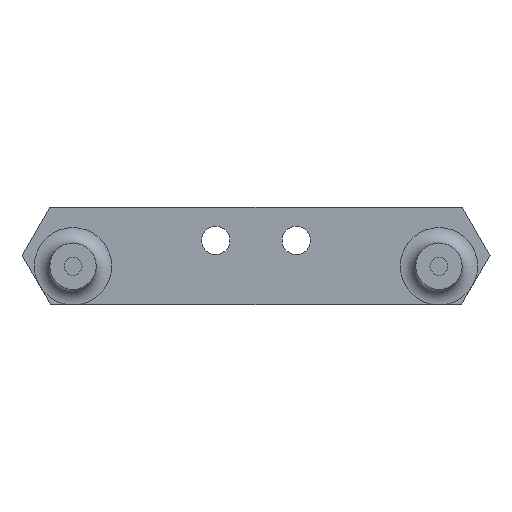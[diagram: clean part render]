
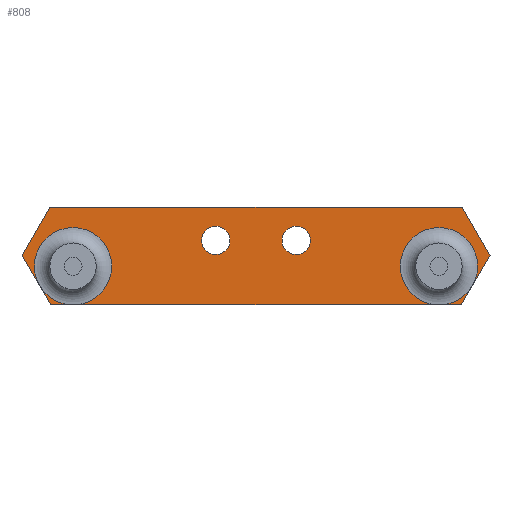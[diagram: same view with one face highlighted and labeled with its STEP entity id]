
A CAD part, top view. The second image highlights one B-rep face of the part: STEP entity #808.
In plain terms, the highlighted planar face has unit normal (0, 0, 1).
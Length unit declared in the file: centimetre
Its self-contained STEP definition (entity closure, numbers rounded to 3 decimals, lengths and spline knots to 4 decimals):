
#168=VECTOR('',#1021,1.);
#169=VECTOR('',#1022,1.);
#170=VECTOR('',#1023,1.);
#171=VECTOR('',#1024,1.);
#172=VECTOR('',#1025,1.);
#173=VECTOR('',#1026,1.);
#246=LINE('',#1215,#168);
#247=LINE('',#1218,#169);
#248=LINE('',#1220,#170);
#249=LINE('',#1222,#171);
#250=LINE('',#1224,#172);
#251=LINE('',#1226,#173);
#297=VERTEX_POINT('',#1123);
#299=VERTEX_POINT('',#1129);
#316=VERTEX_POINT('',#1200);
#319=VERTEX_POINT('',#1208);
#322=VERTEX_POINT('',#1216);
#323=VERTEX_POINT('',#1217);
#324=VERTEX_POINT('',#1219);
#325=VERTEX_POINT('',#1221);
#326=VERTEX_POINT('',#1223);
#327=VERTEX_POINT('',#1225);
#341=CIRCLE('',#839,0.75);
#343=CIRCLE('',#843,0.75);
#344=CIRCLE('',#863,0.275);
#347=CIRCLE('',#868,0.275);
#383=EDGE_CURVE('',#297,#297,#341,.T.);
#385=EDGE_CURVE('',#299,#299,#343,.T.);
#420=EDGE_CURVE('',#316,#316,#344,.T.);
#423=EDGE_CURVE('',#319,#319,#347,.T.);
#426=EDGE_CURVE('',#322,#323,#246,.T.);
#427=EDGE_CURVE('',#323,#324,#247,.T.);
#428=EDGE_CURVE('',#324,#325,#248,.T.);
#429=EDGE_CURVE('',#325,#326,#249,.T.);
#430=EDGE_CURVE('',#326,#327,#250,.T.);
#431=EDGE_CURVE('',#327,#322,#251,.T.);
#578=ORIENTED_EDGE('',*,*,#426,.T.);
#579=ORIENTED_EDGE('',*,*,#427,.T.);
#580=ORIENTED_EDGE('',*,*,#428,.T.);
#581=ORIENTED_EDGE('',*,*,#429,.T.);
#582=ORIENTED_EDGE('',*,*,#430,.T.);
#583=ORIENTED_EDGE('',*,*,#431,.T.);
#584=ORIENTED_EDGE('',*,*,#383,.F.);
#585=ORIENTED_EDGE('',*,*,#420,.T.);
#586=ORIENTED_EDGE('',*,*,#423,.T.);
#587=ORIENTED_EDGE('',*,*,#385,.F.);
#684=EDGE_LOOP('',(#578,#579,#580,#581,#582,#583));
#685=EDGE_LOOP('',(#584));
#686=EDGE_LOOP('',(#585));
#687=EDGE_LOOP('',(#586));
#688=EDGE_LOOP('',(#587));
#752=FACE_BOUND('',#684,.T.);
#753=FACE_BOUND('',#685,.T.);
#754=FACE_BOUND('',#686,.T.);
#755=FACE_BOUND('',#687,.T.);
#756=FACE_BOUND('',#688,.T.);
#808=ADVANCED_FACE('',(#752,#753,#754,#755,#756),#1282,.T.);
#839=AXIS2_PLACEMENT_3D('',#1122,#939,#940);
#843=AXIS2_PLACEMENT_3D('',#1128,#946,#947);
#863=AXIS2_PLACEMENT_3D('',#1199,#1002,#1003);
#868=AXIS2_PLACEMENT_3D('',#1207,#1012,#1013);
#872=AXIS2_PLACEMENT_3D('',#1214,#1020,$);
#939=DIRECTION('',(0.,0.,1.));
#940=DIRECTION('',(-0.375,-0.65,0.));
#946=DIRECTION('',(0.,0.,1.));
#947=DIRECTION('',(0.375,-0.65,0.));
#1002=DIRECTION('',(0.,0.,-1.));
#1003=DIRECTION('',(0.275,0.,0.));
#1012=DIRECTION('',(0.,0.,-1.));
#1013=DIRECTION('',(0.275,0.,0.));
#1020=DIRECTION('',(0.,0.,1.));
#1021=DIRECTION('',(-0.5,-0.866,0.));
#1022=DIRECTION('',(0.5,-0.866,0.));
#1023=DIRECTION('',(1.,0.,0.));
#1024=DIRECTION('',(0.5,0.866,0.));
#1025=DIRECTION('',(-0.5,0.866,0.));
#1026=DIRECTION('',(-1.,0.,0.));
#1122=CARTESIAN_POINT('',(-3.55,-6.1488,0.2));
#1123=CARTESIAN_POINT('',(-3.175,-5.4993,0.2));
#1128=CARTESIAN_POINT('',(3.55,-6.1488,0.2));
#1129=CARTESIAN_POINT('',(3.175,-5.4993,0.2));
#1199=CARTESIAN_POINT('',(-0.7811,-5.6471,0.2));
#1200=CARTESIAN_POINT('',(-1.0561,-5.6471,0.2));
#1207=CARTESIAN_POINT('',(0.7811,-5.6471,0.2));
#1208=CARTESIAN_POINT('',(0.5061,-5.6471,0.2));
#1214=CARTESIAN_POINT('',(0.,0.,0.2));
#1215=CARTESIAN_POINT('',(-2.5526,-2.4929,0.2));
#1216=CARTESIAN_POINT('',(-4.,-5.,0.2));
#1217=CARTESIAN_POINT('',(-4.5403,-5.9359,0.2));
#1218=CARTESIAN_POINT('',(-5.1188,-4.934,0.2));
#1219=CARTESIAN_POINT('',(-3.9837,-6.9,0.2));
#1220=CARTESIAN_POINT('',(0.,-6.9,0.2));
#1221=CARTESIAN_POINT('',(3.9837,-6.9,0.2));
#1222=CARTESIAN_POINT('',(5.1188,-4.934,0.2));
#1223=CARTESIAN_POINT('',(4.5403,-5.9359,0.2));
#1224=CARTESIAN_POINT('',(2.5526,-2.4929,0.2));
#1225=CARTESIAN_POINT('',(4.,-5.,0.2));
#1226=CARTESIAN_POINT('',(0.,-5.,0.2));
#1282=PLANE('',#872);
